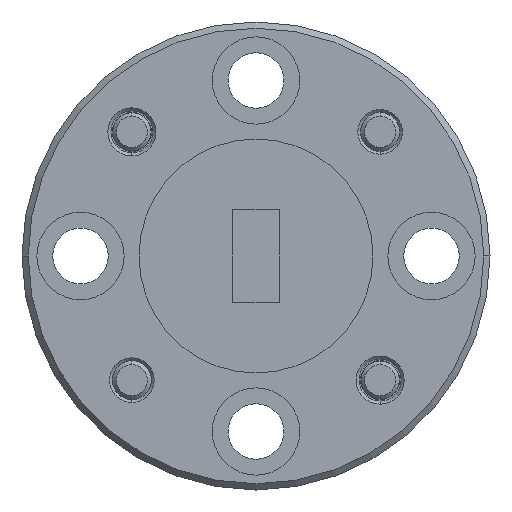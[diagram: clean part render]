
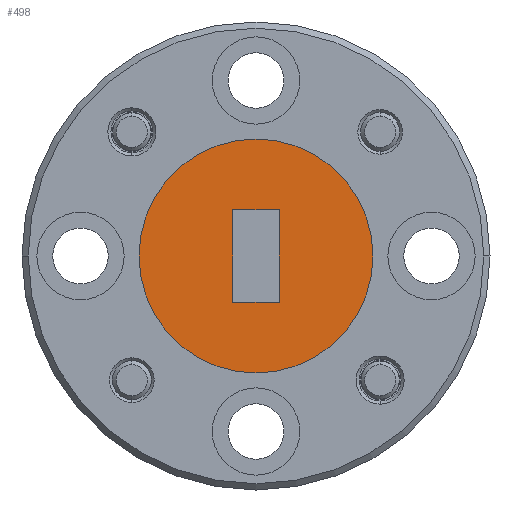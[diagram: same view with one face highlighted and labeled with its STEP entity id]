
A CAD part, left-side view. The second image highlights one B-rep face of the part: STEP entity #498.
In plain terms, the highlighted planar face has unit normal (-1, 0, 0).
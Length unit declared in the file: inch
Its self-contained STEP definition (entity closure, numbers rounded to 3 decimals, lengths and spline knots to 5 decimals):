
#59 = CARTESIAN_POINT ( 'NONE',  ( 0., -0.037, -0.074 ) ) ;
#68 = CARTESIAN_POINT ( 'NONE',  ( 0., 0., 0. ) ) ;
#115 = CARTESIAN_POINT ( 'NONE',  ( 0., 0.037, 0.074 ) ) ;
#163 = EDGE_CURVE ( 'NONE', #2083, #834, #4255, .T. ) ;
#193 = ORIENTED_EDGE ( 'NONE', *, *, #1698, .F. ) ;
#217 = DIRECTION ( 'NONE',  ( 0., 1., 0. ) ) ;
#269 = EDGE_LOOP ( 'NONE', ( #2162, #897, #1136, #2138 ) ) ;
#299 = FACE_BOUND ( 'NONE', #269, .T. ) ;
#325 = VERTEX_POINT ( 'NONE', #737 ) ;
#498 = ADVANCED_FACE ( 'NONE', ( #299, #2010 ), #3661, .T. ) ;
#576 = LINE ( 'NONE', #2284, #3997 ) ;
#697 = DIRECTION ( 'NONE',  ( 1., 0., 0. ) ) ;
#737 = CARTESIAN_POINT ( 'NONE',  ( 0., -0.037, 0.074 ) ) ;
#834 = VERTEX_POINT ( 'NONE', #115 ) ;
#884 = CARTESIAN_POINT ( 'NONE',  ( 0., -0.1875, 0. ) ) ;
#897 = ORIENTED_EDGE ( 'NONE', *, *, #2268, .T. ) ;
#942 = CARTESIAN_POINT ( 'NONE',  ( 0., 0.037, -0.074 ) ) ;
#1048 = VERTEX_POINT ( 'NONE', #2416 ) ;
#1136 = ORIENTED_EDGE ( 'NONE', *, *, #1258, .T. ) ;
#1234 = DIRECTION ( 'NONE',  ( 0., 0., 1. ) ) ;
#1258 = EDGE_CURVE ( 'NONE', #1048, #2083, #576, .T. ) ;
#1309 = DIRECTION ( 'NONE',  ( 0., -1., 0. ) ) ;
#1371 = AXIS2_PLACEMENT_3D ( 'NONE', #68, #697, #1410 ) ;
#1410 = DIRECTION ( 'NONE',  ( 0., 1., 0. ) ) ;
#1443 = CIRCLE ( 'NONE', #1371, 0.1875 ) ;
#1502 = AXIS2_PLACEMENT_3D ( 'NONE', #3220, #2151, #3125 ) ;
#1698 = EDGE_CURVE ( 'NONE', #3188, #4334, #1443, .T. ) ;
#1760 = VECTOR ( 'NONE', #1234, 39.37008 ) ;
#1961 = LINE ( 'NONE', #2682, #4144 ) ;
#2010 = FACE_OUTER_BOUND ( 'NONE', #3438, .T. ) ;
#2083 = VERTEX_POINT ( 'NONE', #942 ) ;
#2138 = ORIENTED_EDGE ( 'NONE', *, *, #163, .T. ) ;
#2151 = DIRECTION ( 'NONE',  ( 1., 0., 0. ) ) ;
#2162 = ORIENTED_EDGE ( 'NONE', *, *, #2518, .T. ) ;
#2268 = EDGE_CURVE ( 'NONE', #325, #1048, #3079, .T. ) ;
#2284 = CARTESIAN_POINT ( 'NONE',  ( 0., -0.037, -0.074 ) ) ;
#2416 = CARTESIAN_POINT ( 'NONE',  ( 0., -0.037, -0.074 ) ) ;
#2518 = EDGE_CURVE ( 'NONE', #834, #325, #1961, .T. ) ;
#2606 = VECTOR ( 'NONE', #4122, 39.37008 ) ;
#2639 = DIRECTION ( 'NONE',  ( -1., 0., 0. ) ) ;
#2682 = CARTESIAN_POINT ( 'NONE',  ( 0., -0.037, 0.074 ) ) ;
#2700 = CIRCLE ( 'NONE', #1502, 0.1875 ) ;
#2963 = ORIENTED_EDGE ( 'NONE', *, *, #4335, .F. ) ;
#3079 = LINE ( 'NONE', #59, #2606 ) ;
#3125 = DIRECTION ( 'NONE',  ( 0., 1., 0. ) ) ;
#3151 = CARTESIAN_POINT ( 'NONE',  ( 0., 0.1875, 0. ) ) ;
#3188 = VERTEX_POINT ( 'NONE', #884 ) ;
#3220 = CARTESIAN_POINT ( 'NONE',  ( 0., 0., 0. ) ) ;
#3300 = DIRECTION ( 'NONE',  ( 0., -1., 0. ) ) ;
#3338 = CARTESIAN_POINT ( 'NONE',  ( 0., 0., 0. ) ) ;
#3438 = EDGE_LOOP ( 'NONE', ( #2963, #193 ) ) ;
#3527 = AXIS2_PLACEMENT_3D ( 'NONE', #3338, #2639, #3300 ) ;
#3572 = CARTESIAN_POINT ( 'NONE',  ( 0., 0.037, -0.074 ) ) ;
#3661 = PLANE ( 'NONE',  #3527 ) ;
#3997 = VECTOR ( 'NONE', #217, 39.37008 ) ;
#4122 = DIRECTION ( 'NONE',  ( 0., 0., -1. ) ) ;
#4144 = VECTOR ( 'NONE', #1309, 39.37008 ) ;
#4255 = LINE ( 'NONE', #3572, #1760 ) ;
#4334 = VERTEX_POINT ( 'NONE', #3151 ) ;
#4335 = EDGE_CURVE ( 'NONE', #4334, #3188, #2700, .T. ) ;
